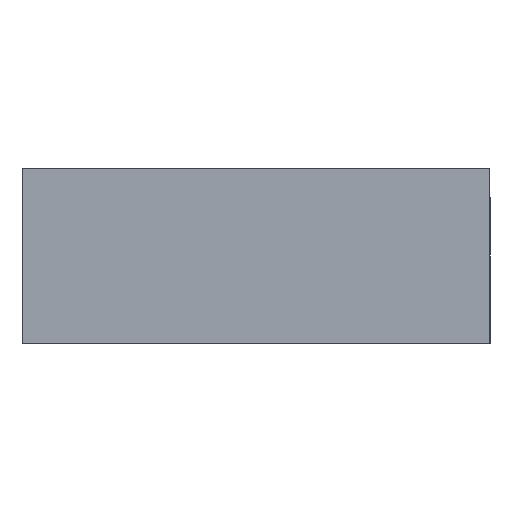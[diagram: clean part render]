
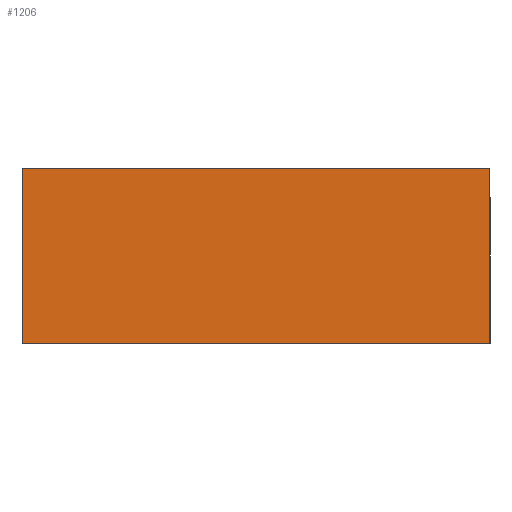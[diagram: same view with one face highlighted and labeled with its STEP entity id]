
A CAD part, front view. The second image highlights one B-rep face of the part: STEP entity #1206.
In plain terms, the highlighted planar face has unit normal (0, -1, 0).
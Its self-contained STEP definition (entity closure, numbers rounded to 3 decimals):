
#1150=CARTESIAN_POINT('',(-8.039,524.443,-59.9));
#1151=VERTEX_POINT('',#1150);
#1158=CARTESIAN_POINT('',(-8.039,524.443,-53.9));
#1159=VERTEX_POINT('',#1158);
#1160=CARTESIAN_POINT('',(-8.039,524.443,-53.9));
#1161=DIRECTION('',(-0.,-0.,-1.));
#1162=VECTOR('',#1161,6.);
#1163=LINE('',#1160,#1162);
#1164=EDGE_CURVE('',#1159,#1151,#1163,.T.);
#1176=CARTESIAN_POINT('',(-0.025,524.443,-53.9));
#1177=DIRECTION('',(0.,-1.,0.));
#1178=DIRECTION('',(1.,0.,0.));
#1179=AXIS2_PLACEMENT_3D('',#1176,#1177,#1178);
#1180=PLANE('',#1179);
#1181=CARTESIAN_POINT('',(7.99,524.443,-59.9));
#1182=VERTEX_POINT('',#1181);
#1183=CARTESIAN_POINT('',(7.99,524.443,-59.9));
#1184=DIRECTION('',(-1.,-0.,0.));
#1185=VECTOR('',#1184,16.029);
#1186=LINE('',#1183,#1185);
#1187=EDGE_CURVE('',#1182,#1151,#1186,.T.);
#1188=ORIENTED_EDGE('',*,*,#1187,.F.);
#1189=CARTESIAN_POINT('',(7.99,524.443,-53.9));
#1190=VERTEX_POINT('',#1189);
#1191=CARTESIAN_POINT('',(7.99,524.443,-53.9));
#1192=DIRECTION('',(-0.,-0.,-1.));
#1193=VECTOR('',#1192,6.);
#1194=LINE('',#1191,#1193);
#1195=EDGE_CURVE('',#1190,#1182,#1194,.T.);
#1196=ORIENTED_EDGE('',*,*,#1195,.F.);
#1197=CARTESIAN_POINT('',(7.99,524.443,-53.9));
#1198=DIRECTION('',(-1.,-0.,0.));
#1199=VECTOR('',#1198,16.029);
#1200=LINE('',#1197,#1199);
#1201=EDGE_CURVE('',#1190,#1159,#1200,.T.);
#1202=ORIENTED_EDGE('',*,*,#1201,.T.);
#1203=ORIENTED_EDGE('',*,*,#1164,.T.);
#1204=EDGE_LOOP('',(#1188,#1196,#1202,#1203));
#1205=FACE_BOUND('',#1204,.T.);
#1206=ADVANCED_FACE('',(#1205),#1180,.T.);
